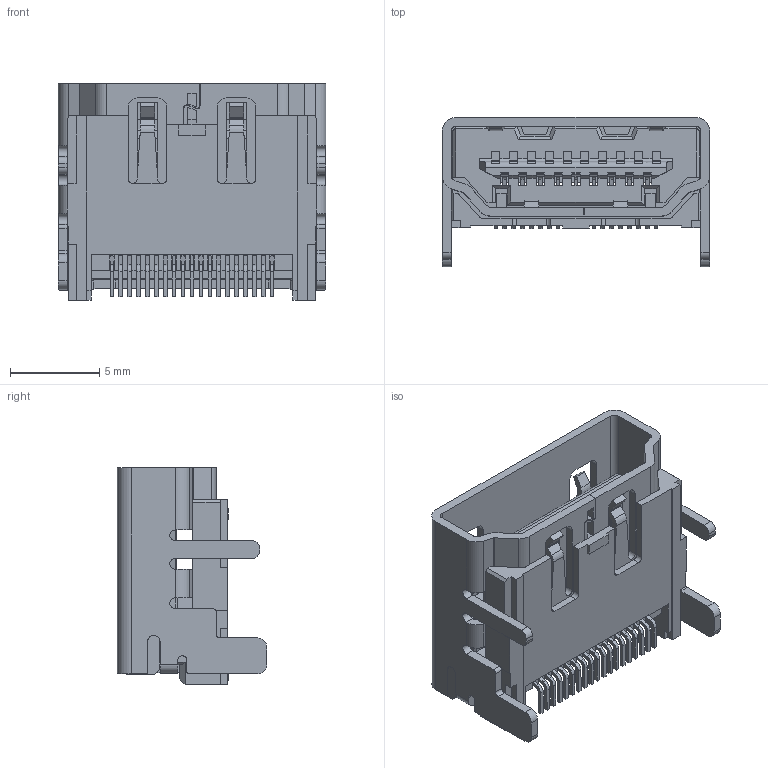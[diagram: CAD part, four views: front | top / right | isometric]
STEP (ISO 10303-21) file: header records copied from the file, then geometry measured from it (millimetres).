
FILE_DESCRIPTION((''),'2;1');
FILE_NAME('471511001','2014-05-27T',('me'),(''),'PRO/ENGINEER BY PARAMETRIC TECHNOLOGY CORPORATION, 2011490','PRO/ENGINEER BY PARAMETRIC TECHNOLOGY CORPORATION, 2011490','');
FILE_SCHEMA(('CONFIG_CONTROL_DESIGN'));
Length unit declared in the file: millimetre
Products named in the file (1): 471511001
Bounding box: 15 x 8.38 x 12.15 mm (x, y, z)
Volume: 500 mm3; surface area: 1677.1 mm2
Topology: 1 solids, 1 shells, 1199 faces, 3670 edges, 2420 vertices
Faces by surface type: plane 965, cylinder 234
Entity records: 40489 total; most frequent: CARTESIAN_POINT 7273, ORIENTED_EDGE 7124, DIRECTION 6544, EDGE_CURVE 3562, VECTOR 3136, LINE 3136, VERTEX_POINT 2312, AXIS2_PLACEMENT_3D 1704
